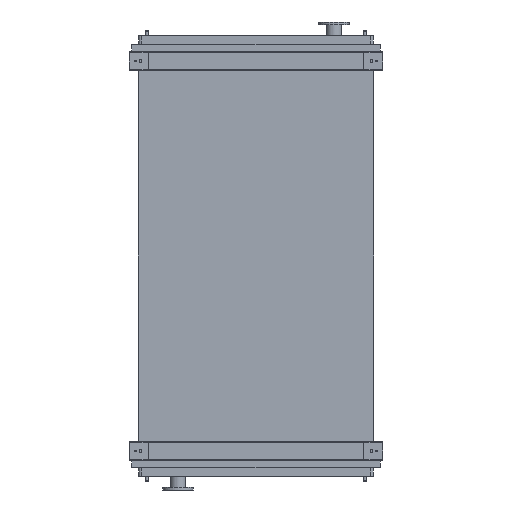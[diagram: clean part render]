
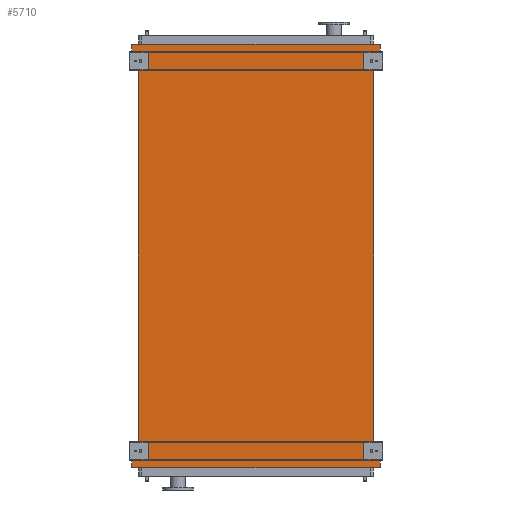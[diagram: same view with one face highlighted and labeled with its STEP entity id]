
A CAD part, front view. The second image highlights one B-rep face of the part: STEP entity #5710.
In plain terms, the highlighted planar face has unit normal (0, -1, 0).
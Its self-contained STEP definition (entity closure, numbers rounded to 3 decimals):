
#354 = VECTOR ( 'NONE', #11570, 1000. ) ;
#502 = ORIENTED_EDGE ( 'NONE', *, *, #19136, .F. ) ;
#781 = VERTEX_POINT ( 'NONE', #17611 ) ;
#1537 = CARTESIAN_POINT ( 'NONE',  ( -891., 0., 95. ) ) ;
#1816 = VECTOR ( 'NONE', #2442, 1000. ) ;
#2036 = VERTEX_POINT ( 'NONE', #23826 ) ;
#2214 = DIRECTION ( 'NONE',  ( 0.655, 0., 0.755 ) ) ;
#2442 = DIRECTION ( 'NONE',  ( 0., 0., 1. ) ) ;
#2488 = CARTESIAN_POINT ( 'NONE',  ( -891., 0., -2903. ) ) ;
#2864 = EDGE_CURVE ( 'NONE', #2036, #22985, #23109, .T. ) ;
#3379 = EDGE_CURVE ( 'NONE', #781, #2036, #22148, .T. ) ;
#3496 = ORIENTED_EDGE ( 'NONE', *, *, #2864, .F. ) ;
#4158 = ORIENTED_EDGE ( 'NONE', *, *, #3379, .F. ) ;
#4462 = CARTESIAN_POINT ( 'NONE',  ( 845., 0., 0. ) ) ;
#4938 = CARTESIAN_POINT ( 'NONE',  ( -891., 0., -2945. ) ) ;
#5376 = CARTESIAN_POINT ( 'NONE',  ( -845., 0., 0. ) ) ;
#5699 = LINE ( 'NONE', #6990, #5954 ) ;
#5702 = CARTESIAN_POINT ( 'NONE',  ( 845., 0., -2850. ) ) ;
#5710 = ADVANCED_FACE ( 'NONE', ( #20069 ), #17605, .T. ) ;
#5954 = VECTOR ( 'NONE', #16131, 1000. ) ;
#6040 = LINE ( 'NONE', #5702, #354 ) ;
#6288 = CARTESIAN_POINT ( 'NONE',  ( 891., 0., -2903. ) ) ;
#6473 = CARTESIAN_POINT ( 'NONE',  ( -845., 0., -2850. ) ) ;
#6599 = DIRECTION ( 'NONE',  ( -1., 0., 0. ) ) ;
#6613 = VECTOR ( 'NONE', #11171, 1000. ) ;
#6809 = ORIENTED_EDGE ( 'NONE', *, *, #17295, .F. ) ;
#6990 = CARTESIAN_POINT ( 'NONE',  ( 891., 0., -2903. ) ) ;
#7275 = CARTESIAN_POINT ( 'NONE',  ( 891., 0., -2945. ) ) ;
#7429 = CARTESIAN_POINT ( 'NONE',  ( -891., 0., 53. ) ) ;
#7720 = VERTEX_POINT ( 'NONE', #7275 ) ;
#7893 = VERTEX_POINT ( 'NONE', #4938 ) ;
#8026 = ORIENTED_EDGE ( 'NONE', *, *, #20723, .F. ) ;
#8235 = CARTESIAN_POINT ( 'NONE',  ( 845., 0., -2850. ) ) ;
#8303 = CARTESIAN_POINT ( 'NONE',  ( -891., 0., 95. ) ) ;
#8344 = ORIENTED_EDGE ( 'NONE', *, *, #18088, .T. ) ;
#8847 = EDGE_CURVE ( 'NONE', #19045, #781, #14256, .T. ) ;
#9227 = DIRECTION ( 'NONE',  ( -0.655, 0., -0.755 ) ) ;
#9531 = VECTOR ( 'NONE', #9227, 1000. ) ;
#9780 = CARTESIAN_POINT ( 'NONE',  ( 891., 0., 53. ) ) ;
#10088 = CARTESIAN_POINT ( 'NONE',  ( -891., 0., 53. ) ) ;
#10523 = CARTESIAN_POINT ( 'NONE',  ( -845., 0., -2850. ) ) ;
#10696 = ORIENTED_EDGE ( 'NONE', *, *, #23100, .F. ) ;
#10820 = VECTOR ( 'NONE', #16073, 1000. ) ;
#11171 = DIRECTION ( 'NONE',  ( 0., 0., 1. ) ) ;
#11177 = LINE ( 'NONE', #17670, #20172 ) ;
#11240 = AXIS2_PLACEMENT_3D ( 'NONE', #17657, #17578, #17560 ) ;
#11377 = LINE ( 'NONE', #14241, #10820 ) ;
#11535 = LINE ( 'NONE', #2488, #15710 ) ;
#11570 = DIRECTION ( 'NONE',  ( 0.655, 0., -0.755 ) ) ;
#13090 = VECTOR ( 'NONE', #19588, 1000. ) ;
#14241 = CARTESIAN_POINT ( 'NONE',  ( -845., 0., 0. ) ) ;
#14256 = LINE ( 'NONE', #1537, #18546 ) ;
#14282 = ORIENTED_EDGE ( 'NONE', *, *, #8847, .F. ) ;
#15372 = VERTEX_POINT ( 'NONE', #6473 ) ;
#15710 = VECTOR ( 'NONE', #2214, 1000. ) ;
#16073 = DIRECTION ( 'NONE',  ( -0.655, 0., 0.755 ) ) ;
#16131 = DIRECTION ( 'NONE',  ( 0., 0., -1. ) ) ;
#16381 = LINE ( 'NONE', #7429, #6613 ) ;
#16567 = ORIENTED_EDGE ( 'NONE', *, *, #22202, .F. ) ;
#17225 = CARTESIAN_POINT ( 'NONE',  ( -891., 0., -2945. ) ) ;
#17295 = EDGE_CURVE ( 'NONE', #21460, #15372, #11535, .T. ) ;
#17560 = DIRECTION ( 'NONE',  ( 0., 0., -1. ) ) ;
#17578 = DIRECTION ( 'NONE',  ( 0., -1., 0. ) ) ;
#17605 = PLANE ( 'NONE',  #11240 ) ;
#17611 = CARTESIAN_POINT ( 'NONE',  ( 891., 0., 95. ) ) ;
#17657 = CARTESIAN_POINT ( 'NONE',  ( -845., 0., -2850. ) ) ;
#17670 = CARTESIAN_POINT ( 'NONE',  ( 891., 0., -2945. ) ) ;
#17931 = LINE ( 'NONE', #10523, #13090 ) ;
#18088 = EDGE_CURVE ( 'NONE', #20657, #22985, #24149, .T. ) ;
#18135 = VECTOR ( 'NONE', #19303, 1000. ) ;
#18546 = VECTOR ( 'NONE', #22397, 1000. ) ;
#19045 = VERTEX_POINT ( 'NONE', #8303 ) ;
#19082 = DIRECTION ( 'NONE',  ( 0., 0., 1. ) ) ;
#19136 = EDGE_CURVE ( 'NONE', #15372, #23887, #17931, .T. ) ;
#19303 = DIRECTION ( 'NONE',  ( 0., 0., -1. ) ) ;
#19552 = VERTEX_POINT ( 'NONE', #10088 ) ;
#19570 = VECTOR ( 'NONE', #19082, 1000. ) ;
#19588 = DIRECTION ( 'NONE',  ( 0., 0., 1. ) ) ;
#19607 = CARTESIAN_POINT ( 'NONE',  ( 891., 0., 95. ) ) ;
#20069 = FACE_OUTER_BOUND ( 'NONE', #20303, .T. ) ;
#20134 = LINE ( 'NONE', #17225, #19570 ) ;
#20172 = VECTOR ( 'NONE', #6599, 1000. ) ;
#20303 = EDGE_LOOP ( 'NONE', ( #8344, #3496, #4158, #14282, #24183, #10696, #502, #6809, #16567, #8026, #22303, #22838 ) ) ;
#20312 = EDGE_CURVE ( 'NONE', #20657, #24308, #6040, .T. ) ;
#20657 = VERTEX_POINT ( 'NONE', #20867 ) ;
#20723 = EDGE_CURVE ( 'NONE', #7720, #7893, #11177, .T. ) ;
#20867 = CARTESIAN_POINT ( 'NONE',  ( 845., 0., -2850. ) ) ;
#21460 = VERTEX_POINT ( 'NONE', #24296 ) ;
#21796 = EDGE_CURVE ( 'NONE', #24308, #7720, #5699, .T. ) ;
#22148 = LINE ( 'NONE', #19607, #18135 ) ;
#22202 = EDGE_CURVE ( 'NONE', #7893, #21460, #20134, .T. ) ;
#22303 = ORIENTED_EDGE ( 'NONE', *, *, #21796, .F. ) ;
#22397 = DIRECTION ( 'NONE',  ( 1., 0., 0. ) ) ;
#22838 = ORIENTED_EDGE ( 'NONE', *, *, #20312, .F. ) ;
#22985 = VERTEX_POINT ( 'NONE', #4462 ) ;
#23100 = EDGE_CURVE ( 'NONE', #23887, #19552, #11377, .T. ) ;
#23109 = LINE ( 'NONE', #9780, #9531 ) ;
#23355 = EDGE_CURVE ( 'NONE', #19552, #19045, #16381, .T. ) ;
#23826 = CARTESIAN_POINT ( 'NONE',  ( 891., 0., 53. ) ) ;
#23887 = VERTEX_POINT ( 'NONE', #5376 ) ;
#24149 = LINE ( 'NONE', #8235, #1816 ) ;
#24183 = ORIENTED_EDGE ( 'NONE', *, *, #23355, .F. ) ;
#24296 = CARTESIAN_POINT ( 'NONE',  ( -891., 0., -2903. ) ) ;
#24308 = VERTEX_POINT ( 'NONE', #6288 ) ;
